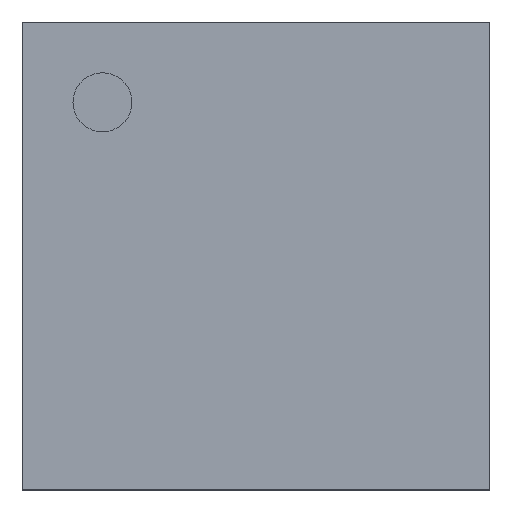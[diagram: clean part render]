
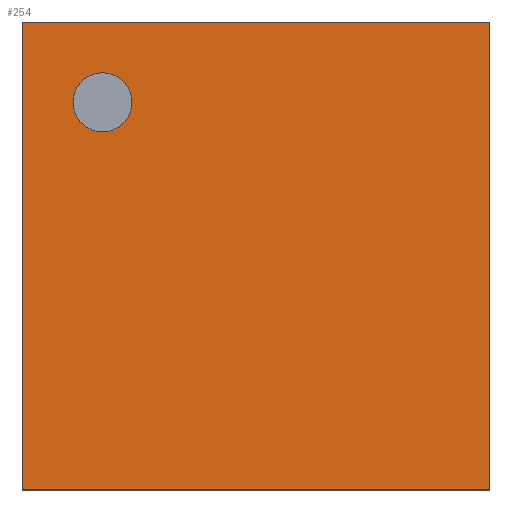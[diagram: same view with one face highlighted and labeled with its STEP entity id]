
A CAD part, top view. The second image highlights one B-rep face of the part: STEP entity #254.
In plain terms, the highlighted planar face has unit normal (0, 0, 1).
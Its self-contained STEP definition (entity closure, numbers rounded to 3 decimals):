
#15=CIRCLE('',#283,0.125);
#18=FACE_BOUND('',#46,.T.);
#30=FACE_OUTER_BOUND('',#45,.T.);
#45=EDGE_LOOP('',(#205,#206,#207,#208));
#46=EDGE_LOOP('',(#209));
#69=LINE('',#394,#97);
#72=LINE('',#399,#100);
#73=LINE('',#402,#101);
#75=LINE('',#405,#103);
#97=VECTOR('',#325,1.);
#100=VECTOR('',#330,1.);
#101=VECTOR('',#333,1.);
#103=VECTOR('',#337,1.);
#119=VERTEX_POINT('',#391);
#120=VERTEX_POINT('',#393);
#121=VERTEX_POINT('',#397);
#122=VERTEX_POINT('',#401);
#123=VERTEX_POINT('',#407);
#145=EDGE_CURVE('',#119,#120,#69,.T.);
#148=EDGE_CURVE('',#121,#120,#72,.T.);
#149=EDGE_CURVE('',#122,#121,#73,.T.);
#151=EDGE_CURVE('',#122,#119,#75,.T.);
#152=EDGE_CURVE('',#123,#123,#15,.T.);
#205=ORIENTED_EDGE('',*,*,#151,.F.);
#206=ORIENTED_EDGE('',*,*,#149,.T.);
#207=ORIENTED_EDGE('',*,*,#148,.T.);
#208=ORIENTED_EDGE('',*,*,#145,.F.);
#209=ORIENTED_EDGE('',*,*,#152,.T.);
#226=PLANE('',#282);
#254=ADVANCED_FACE('',(#30,#18),#226,.T.);
#282=AXIS2_PLACEMENT_3D('',#406,#338,#339);
#283=AXIS2_PLACEMENT_3D('',#408,#340,#341);
#325=DIRECTION('',(0.,-1.,0.));
#330=DIRECTION('',(1.,0.,0.));
#333=DIRECTION('',(0.,-1.,0.));
#337=DIRECTION('',(1.,0.,0.));
#338=DIRECTION('center_axis',(0.,0.,1.));
#339=DIRECTION('ref_axis',(0.,-1.,0.));
#340=DIRECTION('center_axis',(0.,0.,-1.));
#341=DIRECTION('ref_axis',(0.,-1.,0.));
#391=CARTESIAN_POINT('',(0.99,0.99,0.82));
#393=CARTESIAN_POINT('',(0.99,-0.99,0.82));
#394=CARTESIAN_POINT('',(0.99,0.99,0.82));
#397=CARTESIAN_POINT('',(-0.99,-0.99,0.82));
#399=CARTESIAN_POINT('',(-0.99,-0.99,0.82));
#401=CARTESIAN_POINT('',(-0.99,0.99,0.82));
#402=CARTESIAN_POINT('',(-0.99,0.99,0.82));
#405=CARTESIAN_POINT('',(-0.99,0.99,0.82));
#406=CARTESIAN_POINT('Origin',(-0.99,0.99,0.82));
#407=CARTESIAN_POINT('',(-0.65,0.775,0.82));
#408=CARTESIAN_POINT('Origin',(-0.65,0.65,0.82));
